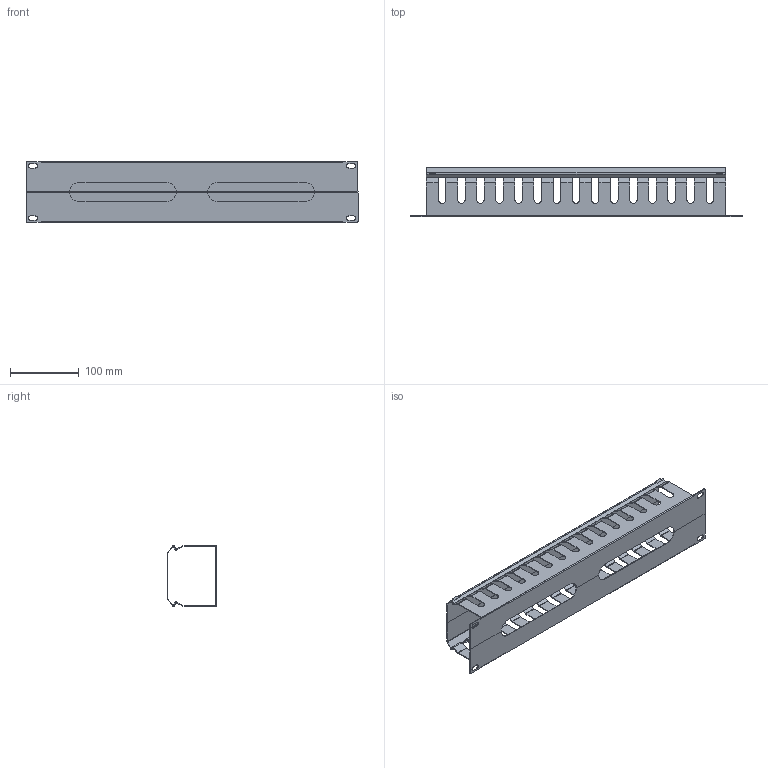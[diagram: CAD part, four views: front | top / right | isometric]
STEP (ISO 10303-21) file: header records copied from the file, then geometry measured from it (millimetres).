
FILE_DESCRIPTION (( 'STEP AP214' ), '1' );
FILE_NAME ('SM2UMHCM_3D.step', '2025-01-02T18:52:38', ( '' ), ( '' ), 'SwSTEP 2.0', 'SolidWorks 2022', '' );
FILE_SCHEMA (( 'AUTOMOTIVE_DESIGN' ));
Length unit declared in the file: inch
Products named in the file (5): JSLXJ_ASM^SWMCABLEDUCT2U_SM2UMHCM; SM2UMHCM_3D; 623021_BASE(2)^JSLXJ_ASM_SWMCABLEDUCT2U_SM2UMHCM; 623021_COVER(2)^JSLXJ_ASM_SWMCABLEDUCT2U_SM2UMHCM; SWMCABLEDUCT2U^SM2UMHCM
Assembly tree (5 placements, depth 4):
  SM2UMHCM_3D
    SWMCABLEDUCT2U^SM2UMHCM
      JSLXJ_ASM^SWMCABLEDUCT2U_SM2UMHCM  x2
        623021_BASE(2)^JSLXJ_ASM_SWMCABLEDUCT2U_SM2UMHCM
        623021_COVER(2)^JSLXJ_ASM_SWMCABLEDUCT2U_SM2UMHCM
Bounding box: 483 x 72 x 89.89 mm (x, y, z)
Volume: 137416 mm3; surface area: 252708.3 mm2
Topology: 4 solids, 4 shells, 886 faces, 2066 edges, 1180 vertices
Faces by surface type: plane 682, cylinder 204
Entity records: 12367 total; most frequent: DIRECTION 2143, CARTESIAN_POINT 2076, ORIENTED_EDGE 2066, EDGE_CURVE 1033, LINE 829, VECTOR 829, AXIS2_PLACEMENT_3D 657, VERTEX_POINT 590
